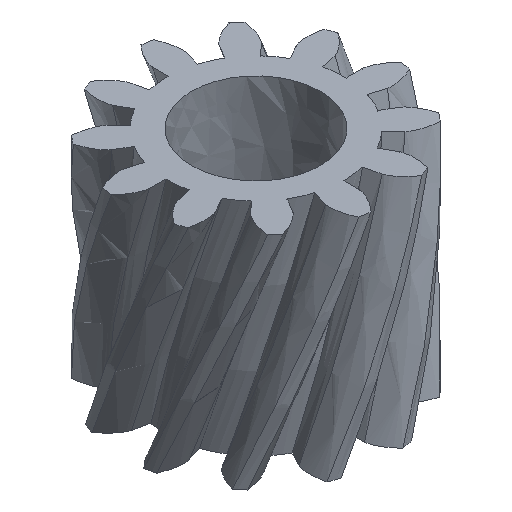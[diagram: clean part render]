
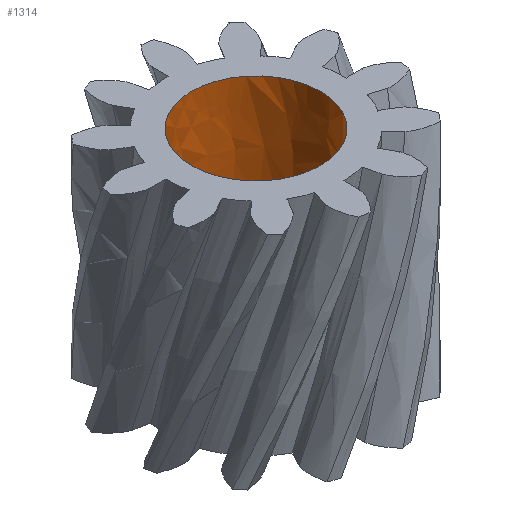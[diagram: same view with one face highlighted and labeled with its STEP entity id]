
A CAD part, isometric view. The second image highlights one B-rep face of the part: STEP entity #1314.
In plain terms, the highlighted free-form (B-spline) face has degree [3, 3] with [16, 5] control points.
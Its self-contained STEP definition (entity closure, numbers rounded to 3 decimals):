
#163=FACE_OUTER_BOUND('',#238,.T.);
#238=EDGE_LOOP('',(#803,#804,#805,#806));
#315=B_SPLINE_CURVE_WITH_KNOTS('',3,(#1693,#1694,#1695,#1696,#1697),
 .UNSPECIFIED.,.F.,.F.,(4,1,4),(0.,0.761,1.775),
 .UNSPECIFIED.);
#388=CIRCLE('',#1403,5.175);
#389=CIRCLE('',#1404,5.175);
#438=VERTEX_POINT('',#1690);
#439=VERTEX_POINT('',#1692);
#584=EDGE_CURVE('',#438,#438,#388,.T.);
#585=EDGE_CURVE('',#438,#439,#315,.T.);
#586=EDGE_CURVE('',#439,#439,#389,.T.);
#803=ORIENTED_EDGE('',*,*,#584,.T.);
#804=ORIENTED_EDGE('',*,*,#585,.T.);
#805=ORIENTED_EDGE('',*,*,#586,.F.);
#806=ORIENTED_EDGE('',*,*,#585,.F.);
#1241=B_SPLINE_SURFACE_WITH_KNOTS('',3,3,((#1610,#1611,#1612,#1613,#1614),
(#1615,#1616,#1617,#1618,#1619),(#1620,#1621,#1622,#1623,#1624),(#1625,
#1626,#1627,#1628,#1629),(#1630,#1631,#1632,#1633,#1634),(#1635,#1636,#1637,
#1638,#1639),(#1640,#1641,#1642,#1643,#1644),(#1645,#1646,#1647,#1648,#1649),
(#1650,#1651,#1652,#1653,#1654),(#1655,#1656,#1657,#1658,#1659),(#1660,
#1661,#1662,#1663,#1664),(#1665,#1666,#1667,#1668,#1669),(#1670,#1671,#1672,
#1673,#1674),(#1675,#1676,#1677,#1678,#1679),(#1680,#1681,#1682,#1683,#1684),
(#1685,#1686,#1687,#1688,#1689)),.UNSPECIFIED.,.T.,.F.,.F.,(4,1,1,1,1,1,
1,1,1,1,1,1,1,4),(4,1,4),(-3.142,-2.693,-2.244,
-1.795,-1.346,-0.748,-0.449,
0.449,0.898,1.346,1.795,2.244,
2.693,3.142),(0.,0.761,1.775),
 .UNSPECIFIED.);
#1314=ADVANCED_FACE('',(#163),#1241,.T.);
#1403=AXIS2_PLACEMENT_3D('',#1691,#1457,#1458);
#1404=AXIS2_PLACEMENT_3D('',#1698,#1459,#1460);
#1457=DIRECTION('center_axis',(0.,0.,-1.));
#1458=DIRECTION('ref_axis',(-0.985,-0.174,0.));
#1459=DIRECTION('center_axis',(0.,0.,-1.));
#1460=DIRECTION('ref_axis',(-0.628,-0.778,0.));
#1610=CARTESIAN_POINT('Ctrl Pts',(-2.562,-182.959,21.75));
#1611=CARTESIAN_POINT('Ctrl Pts',(-2.655,-182.436,24.286));
#1612=CARTESIAN_POINT('Ctrl Pts',(-3.058,-181.25,30.202));
#1613=CARTESIAN_POINT('Ctrl Pts',(-3.86,-180.273,36.119));
#1614=CARTESIAN_POINT('Ctrl Pts',(-4.411,-179.829,39.5));
#1615=CARTESIAN_POINT('Ctrl Pts',(-2.428,-183.721,21.75));
#1616=CARTESIAN_POINT('Ctrl Pts',(-2.442,-183.185,24.286));
#1617=CARTESIAN_POINT('Ctrl Pts',(-2.668,-181.938,30.202));
#1618=CARTESIAN_POINT('Ctrl Pts',(-3.324,-180.841,36.119));
#1619=CARTESIAN_POINT('Ctrl Pts',(-3.808,-180.315,39.5));
#1620=CARTESIAN_POINT('Ctrl Pts',(-2.507,-185.307,21.75));
#1621=CARTESIAN_POINT('Ctrl Pts',(-2.358,-184.778,24.286));
#1622=CARTESIAN_POINT('Ctrl Pts',(-2.202,-183.492,30.202));
#1623=CARTESIAN_POINT('Ctrl Pts',(-2.51,-182.222,36.119));
#1624=CARTESIAN_POINT('Ctrl Pts',(-2.824,-181.561,39.5));
#1625=CARTESIAN_POINT('Ctrl Pts',(-3.647,-187.4,21.75));
#1626=CARTESIAN_POINT('Ctrl Pts',(-3.284,-186.988,24.286));
#1627=CARTESIAN_POINT('Ctrl Pts',(-2.585,-185.897,30.202));
#1628=CARTESIAN_POINT('Ctrl Pts',(-2.311,-184.619,36.119));
#1629=CARTESIAN_POINT('Ctrl Pts',(-2.307,-183.888,39.5));
#1630=CARTESIAN_POINT('Ctrl Pts',(-5.579,-188.787,21.75));
#1631=CARTESIAN_POINT('Ctrl Pts',(-5.074,-188.574,24.286));
#1632=CARTESIAN_POINT('Ctrl Pts',(-3.971,-187.894,30.202));
#1633=CARTESIAN_POINT('Ctrl Pts',(-3.17,-186.861,36.119));
#1634=CARTESIAN_POINT('Ctrl Pts',(-2.85,-186.204,39.5));
#1635=CARTESIAN_POINT('Ctrl Pts',(-8.191,-189.253,21.75));
#1636=CARTESIAN_POINT('Ctrl Pts',(-7.638,-189.307,24.286));
#1637=CARTESIAN_POINT('Ctrl Pts',(-6.328,-189.235,30.202));
#1638=CARTESIAN_POINT('Ctrl Pts',(-5.115,-188.702,36.119));
#1639=CARTESIAN_POINT('Ctrl Pts',(-4.512,-188.272,39.5));
#1640=CARTESIAN_POINT('Ctrl Pts',(-10.463,-188.419,21.75));
#1641=CARTESIAN_POINT('Ctrl Pts',(-9.995,-188.706,24.286));
#1642=CARTESIAN_POINT('Ctrl Pts',(-8.8,-189.208,30.202));
#1643=CARTESIAN_POINT('Ctrl Pts',(-7.493,-189.26,36.119));
#1644=CARTESIAN_POINT('Ctrl Pts',(-6.771,-189.138,39.5));
#1645=CARTESIAN_POINT('Ctrl Pts',(-12.668,-186.178,21.75));
#1646=CARTESIAN_POINT('Ctrl Pts',(-12.43,-186.692,24.286));
#1647=CARTESIAN_POINT('Ctrl Pts',(-11.69,-187.804,30.202));
#1648=CARTESIAN_POINT('Ctrl Pts',(-10.596,-188.593,36.119));
#1649=CARTESIAN_POINT('Ctrl Pts',(-9.906,-188.9,39.5));
#1650=CARTESIAN_POINT('Ctrl Pts',(-13.205,-183.108,21.75));
#1651=CARTESIAN_POINT('Ctrl Pts',(-13.282,-183.677,24.286));
#1652=CARTESIAN_POINT('Ctrl Pts',(-13.256,-185.032,30.202));
#1653=CARTESIAN_POINT('Ctrl Pts',(-12.752,-186.302,36.119));
#1654=CARTESIAN_POINT('Ctrl Pts',(-12.33,-186.94,39.5));
#1655=CARTESIAN_POINT('Ctrl Pts',(-11.664,-180.315,21.75));
#1656=CARTESIAN_POINT('Ctrl Pts',(-12.027,-180.725,24.286));
#1657=CARTESIAN_POINT('Ctrl Pts',(-12.726,-181.815,30.202));
#1658=CARTESIAN_POINT('Ctrl Pts',(-13.001,-183.091,36.119));
#1659=CARTESIAN_POINT('Ctrl Pts',(-13.006,-183.822,39.5));
#1660=CARTESIAN_POINT('Ctrl Pts',(-9.741,-178.926,21.75));
#1661=CARTESIAN_POINT('Ctrl Pts',(-10.246,-179.14,24.286));
#1662=CARTESIAN_POINT('Ctrl Pts',(-11.349,-179.82,30.202));
#1663=CARTESIAN_POINT('Ctrl Pts',(-12.15,-180.854,36.119));
#1664=CARTESIAN_POINT('Ctrl Pts',(-12.47,-181.512,39.5));
#1665=CARTESIAN_POINT('Ctrl Pts',(-7.391,-178.512,21.75));
#1666=CARTESIAN_POINT('Ctrl Pts',(-7.939,-178.484,24.286));
#1667=CARTESIAN_POINT('Ctrl Pts',(-9.228,-178.618,30.202));
#1668=CARTESIAN_POINT('Ctrl Pts',(-10.398,-179.201,36.119));
#1669=CARTESIAN_POINT('Ctrl Pts',(-10.972,-179.654,39.5));
#1670=CARTESIAN_POINT('Ctrl Pts',(-5.1,-179.157,21.75));
#1671=CARTESIAN_POINT('Ctrl Pts',(-5.582,-178.895,24.286));
#1672=CARTESIAN_POINT('Ctrl Pts',(-6.801,-178.456,30.202));
#1673=CARTESIAN_POINT('Ctrl Pts',(-8.108,-178.474,36.119));
#1674=CARTESIAN_POINT('Ctrl Pts',(-8.822,-178.634,39.5));
#1675=CARTESIAN_POINT('Ctrl Pts',(-3.313,-180.733,21.75));
#1676=CARTESIAN_POINT('Ctrl Pts',(-3.634,-180.287,24.286));
#1677=CARTESIAN_POINT('Ctrl Pts',(-4.542,-179.363,30.202));
#1678=CARTESIAN_POINT('Ctrl Pts',(-5.727,-178.813,36.119));
#1679=CARTESIAN_POINT('Ctrl Pts',(-6.44,-178.646,39.5));
#1680=CARTESIAN_POINT('Ctrl Pts',(-2.697,-182.196,21.75));
#1681=CARTESIAN_POINT('Ctrl Pts',(-2.867,-181.687,24.286));
#1682=CARTESIAN_POINT('Ctrl Pts',(-3.448,-180.562,30.202));
#1683=CARTESIAN_POINT('Ctrl Pts',(-4.396,-179.704,36.119));
#1684=CARTESIAN_POINT('Ctrl Pts',(-5.013,-179.343,39.5));
#1685=CARTESIAN_POINT('Ctrl Pts',(-2.562,-182.959,21.75));
#1686=CARTESIAN_POINT('Ctrl Pts',(-2.655,-182.436,24.286));
#1687=CARTESIAN_POINT('Ctrl Pts',(-3.058,-181.25,30.202));
#1688=CARTESIAN_POINT('Ctrl Pts',(-3.86,-180.273,36.119));
#1689=CARTESIAN_POINT('Ctrl Pts',(-4.411,-179.829,39.5));
#1690=CARTESIAN_POINT('',(-2.562,-182.959,21.75));
#1691=CARTESIAN_POINT('Origin',(-7.659,-183.857,21.75));
#1692=CARTESIAN_POINT('',(-4.411,-179.829,39.5));
#1693=CARTESIAN_POINT('Ctrl Pts',(-2.562,-182.959,21.75));
#1694=CARTESIAN_POINT('Ctrl Pts',(-2.655,-182.436,24.286));
#1695=CARTESIAN_POINT('Ctrl Pts',(-3.058,-181.25,30.202));
#1696=CARTESIAN_POINT('Ctrl Pts',(-3.86,-180.273,36.119));
#1697=CARTESIAN_POINT('Ctrl Pts',(-4.411,-179.829,39.5));
#1698=CARTESIAN_POINT('Origin',(-7.659,-183.857,39.5));
